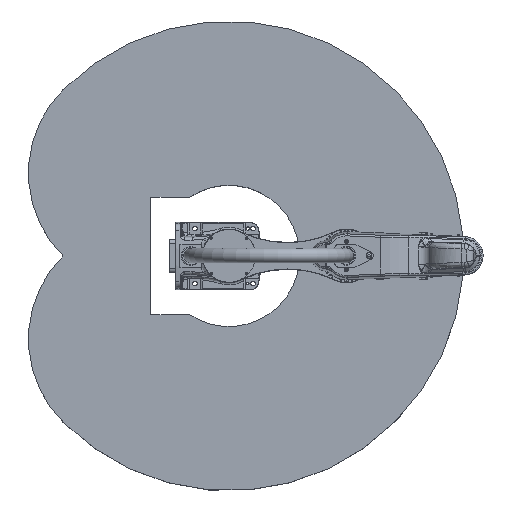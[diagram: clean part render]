
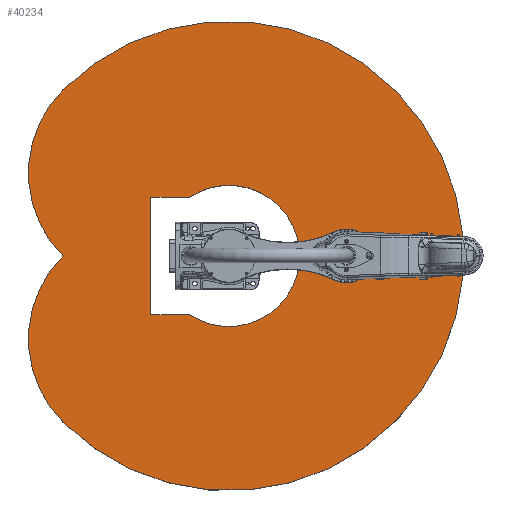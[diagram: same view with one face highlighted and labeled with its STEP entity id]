
A CAD part, top view. The second image highlights one B-rep face of the part: STEP entity #40234.
In plain terms, the highlighted planar face has unit normal (0, 0, 1).
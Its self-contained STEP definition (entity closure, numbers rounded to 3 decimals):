
#1896=FACE_BOUND('',#15478,.T.);
#3109=PLANE('',#44838);
#5343=LINE('',#89800,#7586);
#5347=LINE('',#89807,#7590);
#5350=LINE('',#89813,#7593);
#7586=VECTOR('',#55803,10.);
#7590=VECTOR('',#55809,10.);
#7593=VECTOR('',#55814,10.);
#9834=CIRCLE('',#44839,350.);
#9835=CIRCLE('',#44840,700.);
#9836=CIRCLE('',#44841,350.);
#9837=CIRCLE('',#44842,210.494);
#12264=FACE_OUTER_BOUND('',#15477,.T.);
#15477=EDGE_LOOP('',(#35690,#35691,#35692));
#15478=EDGE_LOOP('',(#35693,#35694,#35695,#35696));
#19748=VERTEX_POINT('',#89797);
#19749=VERTEX_POINT('',#89799);
#19751=VERTEX_POINT('',#89805);
#19753=VERTEX_POINT('',#89811);
#19754=VERTEX_POINT('',#89815);
#19755=VERTEX_POINT('',#89816);
#19756=VERTEX_POINT('',#89818);
#25061=EDGE_CURVE('',#19749,#19748,#5343,.T.);
#25065=EDGE_CURVE('',#19748,#19751,#5347,.T.);
#25068=EDGE_CURVE('',#19751,#19753,#5350,.T.);
#25069=EDGE_CURVE('',#19754,#19755,#9834,.T.);
#25070=EDGE_CURVE('',#19755,#19756,#9835,.T.);
#25071=EDGE_CURVE('',#19756,#19754,#9836,.T.);
#25072=EDGE_CURVE('',#19753,#19749,#9837,.T.);
#35690=ORIENTED_EDGE('',*,*,#25069,.T.);
#35691=ORIENTED_EDGE('',*,*,#25070,.T.);
#35692=ORIENTED_EDGE('',*,*,#25071,.T.);
#35693=ORIENTED_EDGE('',*,*,#25061,.T.);
#35694=ORIENTED_EDGE('',*,*,#25065,.T.);
#35695=ORIENTED_EDGE('',*,*,#25068,.T.);
#35696=ORIENTED_EDGE('',*,*,#25072,.T.);
#40234=ADVANCED_FACE('',(#12264,#1896),#3109,.T.);
#44838=AXIS2_PLACEMENT_3D('',#89814,#55815,#55816);
#44839=AXIS2_PLACEMENT_3D('',#89817,#55817,#55818);
#44840=AXIS2_PLACEMENT_3D('',#89819,#55819,#55820);
#44841=AXIS2_PLACEMENT_3D('',#89820,#55821,#55822);
#44842=AXIS2_PLACEMENT_3D('',#89821,#55823,#55824);
#55803=DIRECTION('',(-1.,0.,0.));
#55809=DIRECTION('',(0.,1.,0.));
#55814=DIRECTION('',(1.,0.,0.));
#55815=DIRECTION('center_axis',(0.,0.,1.));
#55816=DIRECTION('ref_axis',(1.,0.,0.));
#55817=DIRECTION('center_axis',(0.,0.,1.));
#55818=DIRECTION('ref_axis',(0.707,-0.707,0.));
#55819=DIRECTION('center_axis',(0.,0.,1.));
#55820=DIRECTION('ref_axis',(0.707,0.707,0.));
#55821=DIRECTION('center_axis',(0.,0.,1.));
#55822=DIRECTION('ref_axis',(0.707,-0.707,0.));
#55823=DIRECTION('center_axis',(0.,0.,-1.));
#55824=DIRECTION('ref_axis',(-1.,0.,0.));
#89797=CARTESIAN_POINT('',(-233.,-175.,200.));
#89799=CARTESIAN_POINT('',(-116.973,-175.,200.));
#89800=CARTESIAN_POINT('',(45.953,-175.,200.));
#89805=CARTESIAN_POINT('',(-233.,175.,200.));
#89807=CARTESIAN_POINT('',(-233.,-87.5,200.));
#89811=CARTESIAN_POINT('',(-116.973,175.,200.));
#89813=CARTESIAN_POINT('',(-108.047,175.,200.));
#89814=CARTESIAN_POINT('Origin',(16.906,0.,
200.));
#89815=CARTESIAN_POINT('',(-494.975,0.,200.));
#89816=CARTESIAN_POINT('',(-494.975,-494.975,200.));
#89817=CARTESIAN_POINT('Origin',(-247.487,-247.487,200.));
#89818=CARTESIAN_POINT('',(-494.975,494.975,200.));
#89819=CARTESIAN_POINT('Origin',(0.,0.,200.));
#89820=CARTESIAN_POINT('Origin',(-247.487,247.487,200.));
#89821=CARTESIAN_POINT('Origin',(0.,0.,200.));
